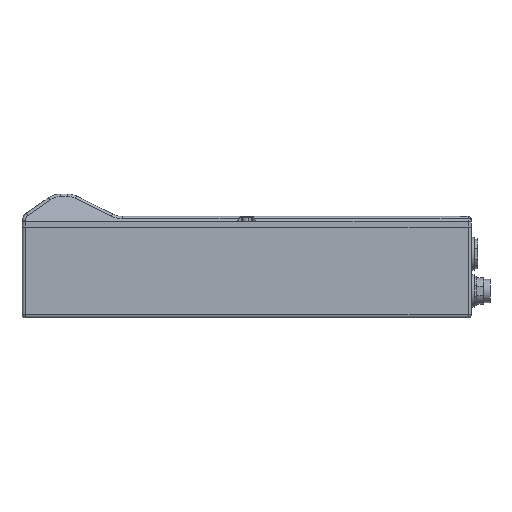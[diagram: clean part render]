
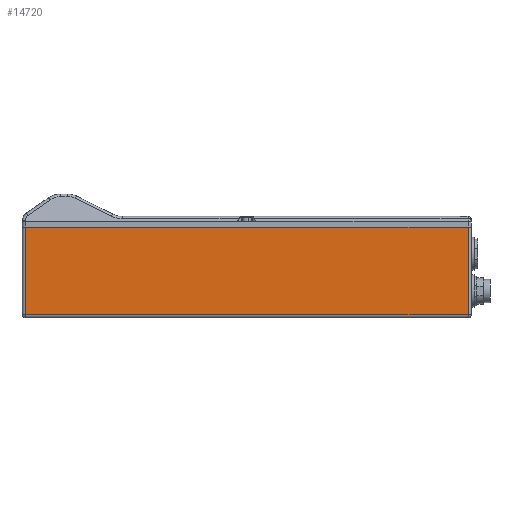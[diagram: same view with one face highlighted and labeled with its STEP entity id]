
A CAD part, left-side view. The second image highlights one B-rep face of the part: STEP entity #14720.
In plain terms, the highlighted planar face has unit normal (-1, 0, 0).
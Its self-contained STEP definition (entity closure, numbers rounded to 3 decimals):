
#1014=DIRECTION('',(0.,0.,-1.));
#1015=VECTOR('',#1014,52.9);
#1016=CARTESIAN_POINT('',(-24.5,-37.,-6.6));
#1017=LINE('',#1016,#1015);
#1022=DIRECTION('',(0.,1.,0.));
#1023=VECTOR('',#1022,268.);
#1024=CARTESIAN_POINT('',(-24.5,-37.,-6.6));
#1025=LINE('',#1024,#1023);
#1030=DIRECTION('',(0.,0.,1.));
#1031=VECTOR('',#1030,52.9);
#1032=CARTESIAN_POINT('',(-24.5,231.,-59.5));
#1033=LINE('',#1032,#1031);
#1156=DIRECTION('',(0.,1.,0.));
#1157=VECTOR('',#1156,268.);
#1158=CARTESIAN_POINT('',(-24.5,-37.,-59.5));
#1159=LINE('',#1158,#1157);
#12039=CARTESIAN_POINT('',(-24.5,231.,-59.5));
#12041=VERTEX_POINT('',#12039);
#12113=CARTESIAN_POINT('',(-24.5,-37.,-6.6));
#12114=CARTESIAN_POINT('',(-24.5,-37.,-59.5));
#12115=VERTEX_POINT('',#12113);
#12116=VERTEX_POINT('',#12114);
#12789=CARTESIAN_POINT('',(-24.5,231.,-6.6));
#12790=VERTEX_POINT('',#12789);
#14707=CARTESIAN_POINT('',(-24.5,-39.,-6.7));
#14708=DIRECTION('',(-1.,0.,0.));
#14709=DIRECTION('',(0.,1.,0.));
#14710=AXIS2_PLACEMENT_3D('',#14707,#14708,#14709);
#14711=PLANE('',#14710);
#14713=ORIENTED_EDGE('',*,*,#14712,.T.);
#14714=ORIENTED_EDGE('',*,*,#14659,.F.);
#14715=ORIENTED_EDGE('',*,*,#14698,.T.);
#14717=ORIENTED_EDGE('',*,*,#14716,.T.);
#14718=EDGE_LOOP('',(#14713,#14714,#14715,#14717));
#14719=FACE_OUTER_BOUND('',#14718,.F.);
#14720=ADVANCED_FACE('',(#14719),#14711,.T.);
#14659=EDGE_CURVE('',#12115,#12790,#1025,.T.);
#14698=EDGE_CURVE('',#12115,#12116,#1017,.T.);
#14712=EDGE_CURVE('',#12041,#12790,#1033,.T.);
#14716=EDGE_CURVE('',#12116,#12041,#1159,.T.);
